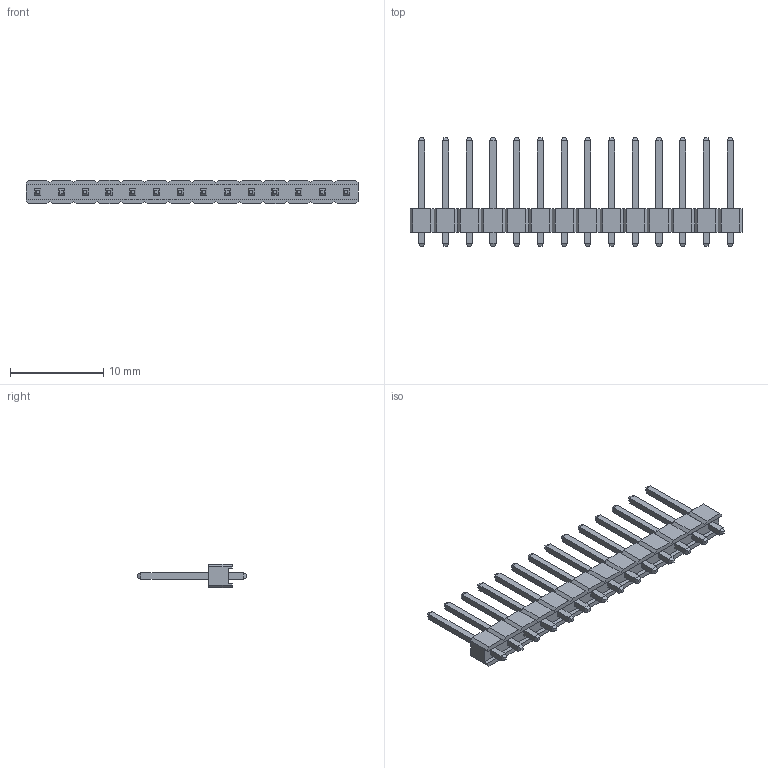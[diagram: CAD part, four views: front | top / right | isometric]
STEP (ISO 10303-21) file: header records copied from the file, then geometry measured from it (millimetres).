
FILE_DESCRIPTION (( 'STEP AP214' ), '1' );
FILE_NAME ('0_14_WA12081533215934.step', '2006-12-08T20:33:20', ( 'sysAdmin' ), ( 'SolidWorks' ), 'SwSTEP 2.0', 'SolidWorks 2007', '' );
FILE_SCHEMA (( 'AUTOMOTIVE_DESIGN' ));
Length unit declared in the file: millimetre
Products named in the file (1): 0_14_WA12081533215934
Bounding box: 35.56 x 11.6 x 2.54 mm (x, y, z)
Volume: 250.4 mm3; surface area: 745.8 mm2
Topology: 1 solids, 1 shells, 344 faces, 830 edges, 516 vertices
Faces by surface type: plane 344
Entity records: 10693 total; most frequent: CARTESIAN_POINT 1691, ORIENTED_EDGE 1660, DIRECTION 1520, EDGE_CURVE 830, LINE 830, VECTOR 830, VERTEX_POINT 516, EDGE_LOOP 372
